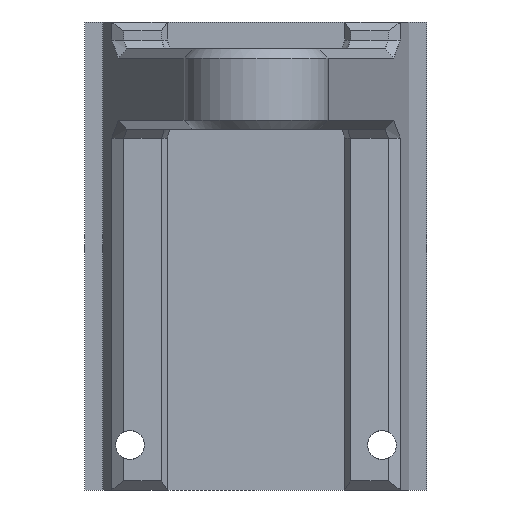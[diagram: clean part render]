
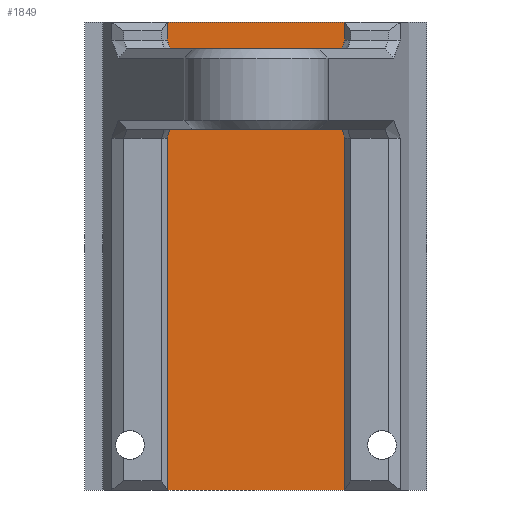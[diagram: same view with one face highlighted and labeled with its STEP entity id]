
A CAD part, left-side view. The second image highlights one B-rep face of the part: STEP entity #1849.
In plain terms, the highlighted planar face has unit normal (-1, 0, 0).
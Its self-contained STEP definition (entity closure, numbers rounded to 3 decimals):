
#44 = PLANE('',#45);
#45 = AXIS2_PLACEMENT_3D('',#46,#47,#48);
#46 = CARTESIAN_POINT('',(8.585,0.,0.));
#47 = DIRECTION('',(-0.,-0.,-1.));
#48 = DIRECTION('',(-1.,0.,0.));
#320 = PLANE('',#321);
#321 = AXIS2_PLACEMENT_3D('',#322,#323,#324);
#322 = CARTESIAN_POINT('',(8.585,0.,26.));
#323 = DIRECTION('',(-0.,-0.,-1.));
#324 = DIRECTION('',(-1.,0.,0.));
#364 = VERTEX_POINT('',#365);
#365 = CARTESIAN_POINT('',(14.,5.5,0.));
#379 = PLANE('',#380);
#380 = AXIS2_PLACEMENT_3D('',#381,#382,#383);
#381 = CARTESIAN_POINT('',(4.,1.75,0.));
#382 = DIRECTION('',(-0.351,0.936,0.));
#383 = DIRECTION('',(0.936,0.351,0.));
#605 = VERTEX_POINT('',#606);
#606 = CARTESIAN_POINT('',(14.,-5.5,0.));
#620 = PLANE('',#621);
#621 = AXIS2_PLACEMENT_3D('',#622,#623,#624);
#622 = CARTESIAN_POINT('',(14.,-5.5,0.));
#623 = DIRECTION('',(-0.351,-0.936,0.));
#624 = DIRECTION('',(-0.936,0.351,0.));
#632 = EDGE_CURVE('',#364,#605,#633,.T.);
#633 = SURFACE_CURVE('',#634,(#638,#645),.PCURVE_S1.);
#634 = LINE('',#635,#636);
#635 = CARTESIAN_POINT('',(14.,5.5,0.));
#636 = VECTOR('',#637,1.);
#637 = DIRECTION('',(0.,-1.,0.));
#638 = PCURVE('',#44,#639);
#639 = DEFINITIONAL_REPRESENTATION('',(#640),#644);
#640 = LINE('',#641,#642);
#641 = CARTESIAN_POINT('',(-5.415,5.5));
#642 = VECTOR('',#643,1.);
#643 = DIRECTION('',(0.,-1.));
#644 = ( GEOMETRIC_REPRESENTATION_CONTEXT(2) 
PARAMETRIC_REPRESENTATION_CONTEXT() REPRESENTATION_CONTEXT('2D SPACE',''
  ) );
#645 = PCURVE('',#646,#651);
#646 = PLANE('',#647);
#647 = AXIS2_PLACEMENT_3D('',#648,#649,#650);
#648 = CARTESIAN_POINT('',(14.,5.5,0.));
#649 = DIRECTION('',(1.,0.,0.));
#650 = DIRECTION('',(0.,-1.,0.));
#651 = DEFINITIONAL_REPRESENTATION('',(#652),#656);
#652 = LINE('',#653,#654);
#653 = CARTESIAN_POINT('',(0.,0.));
#654 = VECTOR('',#655,1.);
#655 = DIRECTION('',(1.,0.));
#656 = ( GEOMETRIC_REPRESENTATION_CONTEXT(2) 
PARAMETRIC_REPRESENTATION_CONTEXT() REPRESENTATION_CONTEXT('2D SPACE',''
  ) );
#953 = VERTEX_POINT('',#954);
#954 = CARTESIAN_POINT('',(14.,5.5,26.));
#1142 = VERTEX_POINT('',#1143);
#1143 = CARTESIAN_POINT('',(14.,-5.5,26.));
#1164 = EDGE_CURVE('',#953,#1142,#1165,.T.);
#1165 = SURFACE_CURVE('',#1166,(#1170,#1177),.PCURVE_S1.);
#1166 = LINE('',#1167,#1168);
#1167 = CARTESIAN_POINT('',(14.,5.5,26.));
#1168 = VECTOR('',#1169,1.);
#1169 = DIRECTION('',(0.,-1.,0.));
#1170 = PCURVE('',#320,#1171);
#1171 = DEFINITIONAL_REPRESENTATION('',(#1172),#1176);
#1172 = LINE('',#1173,#1174);
#1173 = CARTESIAN_POINT('',(-5.415,5.5));
#1174 = VECTOR('',#1175,1.);
#1175 = DIRECTION('',(0.,-1.));
#1176 = ( GEOMETRIC_REPRESENTATION_CONTEXT(2) 
PARAMETRIC_REPRESENTATION_CONTEXT() REPRESENTATION_CONTEXT('2D SPACE',''
  ) );
#1177 = PCURVE('',#646,#1178);
#1178 = DEFINITIONAL_REPRESENTATION('',(#1179),#1183);
#1179 = LINE('',#1180,#1181);
#1180 = CARTESIAN_POINT('',(0.,-26.));
#1181 = VECTOR('',#1182,1.);
#1182 = DIRECTION('',(1.,0.));
#1183 = ( GEOMETRIC_REPRESENTATION_CONTEXT(2) 
PARAMETRIC_REPRESENTATION_CONTEXT() REPRESENTATION_CONTEXT('2D SPACE',''
  ) );
#1829 = EDGE_CURVE('',#364,#953,#1830,.T.);
#1830 = SURFACE_CURVE('',#1831,(#1835,#1842),.PCURVE_S1.);
#1831 = LINE('',#1832,#1833);
#1832 = CARTESIAN_POINT('',(14.,5.5,0.));
#1833 = VECTOR('',#1834,1.);
#1834 = DIRECTION('',(0.,0.,1.));
#1835 = PCURVE('',#379,#1836);
#1836 = DEFINITIONAL_REPRESENTATION('',(#1837),#1841);
#1837 = LINE('',#1838,#1839);
#1838 = CARTESIAN_POINT('',(10.68,0.));
#1839 = VECTOR('',#1840,1.);
#1840 = DIRECTION('',(0.,-1.));
#1841 = ( GEOMETRIC_REPRESENTATION_CONTEXT(2) 
PARAMETRIC_REPRESENTATION_CONTEXT() REPRESENTATION_CONTEXT('2D SPACE',''
  ) );
#1842 = PCURVE('',#646,#1843);
#1843 = DEFINITIONAL_REPRESENTATION('',(#1844),#1848);
#1844 = LINE('',#1845,#1846);
#1845 = CARTESIAN_POINT('',(0.,0.));
#1846 = VECTOR('',#1847,1.);
#1847 = DIRECTION('',(0.,-1.));
#1848 = ( GEOMETRIC_REPRESENTATION_CONTEXT(2) 
PARAMETRIC_REPRESENTATION_CONTEXT() REPRESENTATION_CONTEXT('2D SPACE',''
  ) );
#1849 = ADVANCED_FACE('',(#1850),#646,.F.);
#1850 = FACE_BOUND('',#1851,.F.);
#1851 = EDGE_LOOP('',(#1852,#1853,#1854,#1875));
#1852 = ORIENTED_EDGE('',*,*,#1829,.T.);
#1853 = ORIENTED_EDGE('',*,*,#1164,.T.);
#1854 = ORIENTED_EDGE('',*,*,#1855,.F.);
#1855 = EDGE_CURVE('',#605,#1142,#1856,.T.);
#1856 = SURFACE_CURVE('',#1857,(#1861,#1868),.PCURVE_S1.);
#1857 = LINE('',#1858,#1859);
#1858 = CARTESIAN_POINT('',(14.,-5.5,0.));
#1859 = VECTOR('',#1860,1.);
#1860 = DIRECTION('',(0.,0.,1.));
#1861 = PCURVE('',#646,#1862);
#1862 = DEFINITIONAL_REPRESENTATION('',(#1863),#1867);
#1863 = LINE('',#1864,#1865);
#1864 = CARTESIAN_POINT('',(11.,0.));
#1865 = VECTOR('',#1866,1.);
#1866 = DIRECTION('',(0.,-1.));
#1867 = ( GEOMETRIC_REPRESENTATION_CONTEXT(2) 
PARAMETRIC_REPRESENTATION_CONTEXT() REPRESENTATION_CONTEXT('2D SPACE',''
  ) );
#1868 = PCURVE('',#620,#1869);
#1869 = DEFINITIONAL_REPRESENTATION('',(#1870),#1874);
#1870 = LINE('',#1871,#1872);
#1871 = CARTESIAN_POINT('',(0.,0.));
#1872 = VECTOR('',#1873,1.);
#1873 = DIRECTION('',(0.,-1.));
#1874 = ( GEOMETRIC_REPRESENTATION_CONTEXT(2) 
PARAMETRIC_REPRESENTATION_CONTEXT() REPRESENTATION_CONTEXT('2D SPACE',''
  ) );
#1875 = ORIENTED_EDGE('',*,*,#632,.F.);
